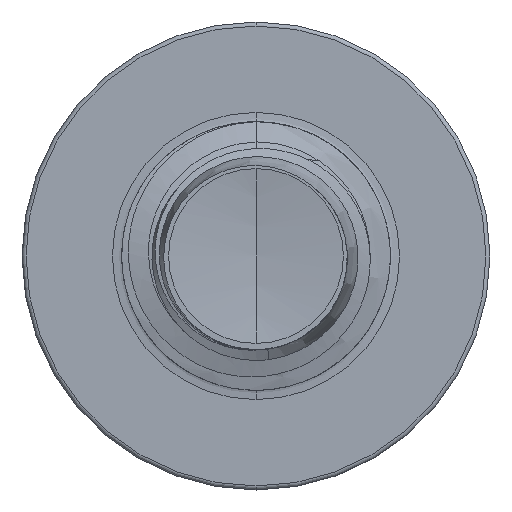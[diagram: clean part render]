
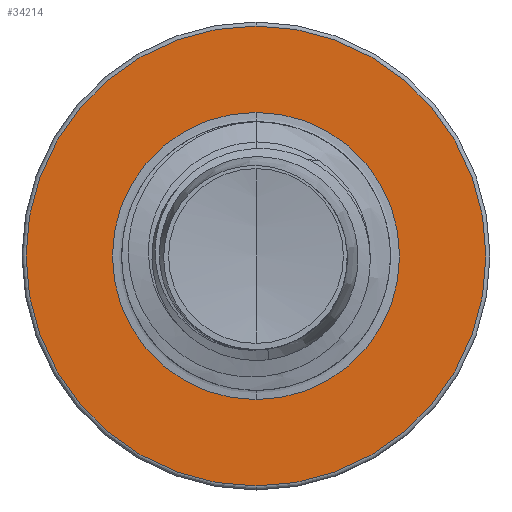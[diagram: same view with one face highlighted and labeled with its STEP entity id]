
A CAD part, front view. The second image highlights one B-rep face of the part: STEP entity #34214.
In plain terms, the highlighted planar face has unit normal (0, -1, 0).
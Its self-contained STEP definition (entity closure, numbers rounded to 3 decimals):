
#837 = DIRECTION ( 'NONE',  ( 0., 1., 0. ) ) ;
#1025 = DIRECTION ( 'NONE',  ( 0., 0., 1. ) ) ;
#1555 = ORIENTED_EDGE ( 'NONE', *, *, #36806, .T. ) ;
#1564 = EDGE_CURVE ( 'NONE', #30306, #12720, #17157, .T. ) ;
#1957 = FACE_OUTER_BOUND ( 'NONE', #7148, .T. ) ;
#2101 = EDGE_CURVE ( 'NONE', #2945, #15832, #38002, .T. ) ;
#2945 = VERTEX_POINT ( 'NONE', #6127 ) ;
#3588 = AXIS2_PLACEMENT_3D ( 'NONE', #5122, #25883, #8119 ) ;
#4052 = AXIS2_PLACEMENT_3D ( 'NONE', #22630, #25611, #7850 ) ;
#5122 = CARTESIAN_POINT ( 'NONE',  ( 0., 19., 0. ) ) ;
#6127 = CARTESIAN_POINT ( 'NONE',  ( 0., 19., -1.872 ) ) ;
#6160 = ORIENTED_EDGE ( 'NONE', *, *, #1564, .F. ) ;
#7148 = EDGE_LOOP ( 'NONE', ( #28845, #6160 ) ) ;
#7850 = DIRECTION ( 'NONE',  ( 0., 0., 1. ) ) ;
#7989 = DIRECTION ( 'NONE',  ( 0., 1., 0. ) ) ;
#8119 = DIRECTION ( 'NONE',  ( 0., 0., 1. ) ) ;
#8521 = AXIS2_PLACEMENT_3D ( 'NONE', #36532, #18792, #1025 ) ;
#9820 = CARTESIAN_POINT ( 'NONE',  ( 0., 19., 1.872 ) ) ;
#12565 = CIRCLE ( 'NONE', #8521, 1.872 ) ;
#12603 = AXIS2_PLACEMENT_3D ( 'NONE', #25773, #7989, #28730 ) ;
#12720 = VERTEX_POINT ( 'NONE', #28216 ) ;
#15832 = VERTEX_POINT ( 'NONE', #9820 ) ;
#16500 = EDGE_CURVE ( 'NONE', #12720, #30306, #30859, .T. ) ;
#17157 = CIRCLE ( 'NONE', #30140, 2.998 ) ;
#18592 = CARTESIAN_POINT ( 'NONE',  ( 0., 19., 0. ) ) ;
#18792 = DIRECTION ( 'NONE',  ( 0., 1., 0. ) ) ;
#20024 = ORIENTED_EDGE ( 'NONE', *, *, #2101, .T. ) ;
#21584 = DIRECTION ( 'NONE',  ( 0., 0., 1. ) ) ;
#22630 = CARTESIAN_POINT ( 'NONE',  ( 0., 19., -1.872 ) ) ;
#25611 = DIRECTION ( 'NONE',  ( 0., 1., 0. ) ) ;
#25612 = FACE_BOUND ( 'NONE', #35044, .T. ) ;
#25773 = CARTESIAN_POINT ( 'NONE',  ( 0., 19., 0. ) ) ;
#25883 = DIRECTION ( 'NONE',  ( 0., 1., 0. ) ) ;
#28216 = CARTESIAN_POINT ( 'NONE',  ( 0., 19., 2.998 ) ) ;
#28730 = DIRECTION ( 'NONE',  ( 0., 0., 1. ) ) ;
#28845 = ORIENTED_EDGE ( 'NONE', *, *, #16500, .F. ) ;
#30140 = AXIS2_PLACEMENT_3D ( 'NONE', #18592, #837, #21584 ) ;
#30306 = VERTEX_POINT ( 'NONE', #35856 ) ;
#30859 = CIRCLE ( 'NONE', #12603, 2.998 ) ;
#31183 = PLANE ( 'NONE',  #4052 ) ;
#34214 = ADVANCED_FACE ( 'NONE', ( #1957, #25612 ), #31183, .F. ) ;
#35044 = EDGE_LOOP ( 'NONE', ( #1555, #20024 ) ) ;
#35856 = CARTESIAN_POINT ( 'NONE',  ( 0., 19., -2.997 ) ) ;
#36532 = CARTESIAN_POINT ( 'NONE',  ( 0., 19., 0. ) ) ;
#36806 = EDGE_CURVE ( 'NONE', #15832, #2945, #12565, .T. ) ;
#38002 = CIRCLE ( 'NONE', #3588, 1.872 ) ;
